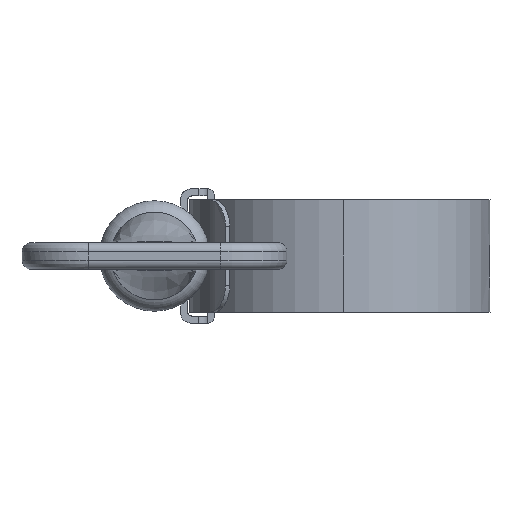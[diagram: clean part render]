
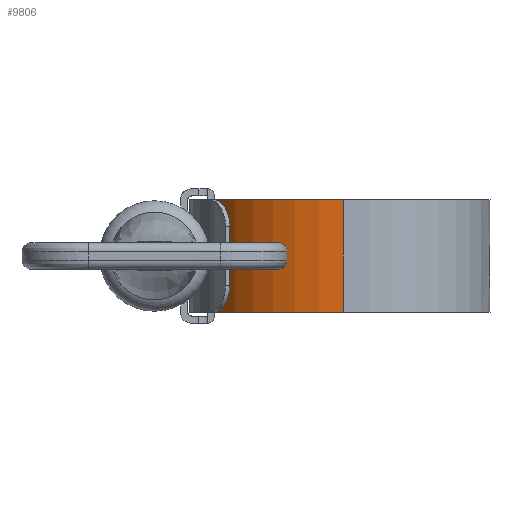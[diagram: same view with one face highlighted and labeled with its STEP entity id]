
A CAD part, left-side view. The second image highlights one B-rep face of the part: STEP entity #9806.
In plain terms, the highlighted cylindrical face has radius 16.64 mm (diameter 33.28 mm), a partial arc.
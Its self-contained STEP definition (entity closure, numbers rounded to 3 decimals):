
#9 = VERTEX_POINT ( 'NONE', #1311 ) ;
#67 = EDGE_LOOP ( 'NONE', ( #1585, #3104, #7584, #7549, #6086, #8992 ) ) ;
#174 = EDGE_CURVE ( 'NONE', #2449, #9, #8053, .T. ) ;
#198 = DIRECTION ( 'NONE',  ( 0., 0., 1. ) ) ;
#312 = CYLINDRICAL_SURFACE ( 'NONE', #4606, 16.64 ) ;
#588 = CARTESIAN_POINT ( 'NONE',  ( 1.732, 16.551, -6.331 ) ) ;
#665 = LINE ( 'NONE', #5357, #6303 ) ;
#857 = AXIS2_PLACEMENT_3D ( 'NONE', #9762, #2892, #9014 ) ;
#1070 = CARTESIAN_POINT ( 'NONE',  ( 4.307, 16.073, 3.35 ) ) ;
#1113 = EDGE_CURVE ( 'NONE', #9, #9143, #6752, .T. ) ;
#1114 = CARTESIAN_POINT ( 'NONE',  ( 2.113, 16.506, 6.256 ) ) ;
#1249 = CARTESIAN_POINT ( 'NONE',  ( 2.838, 16.397, -5.957 ) ) ;
#1311 = CARTESIAN_POINT ( 'NONE',  ( 1.338, 16.586, -6.35 ) ) ;
#1396 = CARTESIAN_POINT ( 'NONE',  ( 3.921, 16.172, -4.856 ) ) ;
#1585 = ORIENTED_EDGE ( 'NONE', *, *, #4875, .F. ) ;
#1772 = CARTESIAN_POINT ( 'NONE',  ( 0., 0., 6.35 ) ) ;
#1788 = EDGE_CURVE ( 'NONE', #6401, #6227, #1877, .T. ) ;
#1877 = B_SPLINE_CURVE_WITH_KNOTS ( 'NONE', 3,
 ( #1923, #9340, #8605, #1114, #3360, #9388, #2563, #4157, #2515, #5605, #9484, #5557, #4209, #8651, #7901, #6416, #2611, #1070 ),
 .UNSPECIFIED., .F., .F.,
 ( 4, 2, 2, 2, 2, 2, 2, 2, 4 ),
 ( 0., 0.001, 0.001, 0.002, 0.002, 0.003, 0.004, 0.004, 0.005 ),
 .UNSPECIFIED. ) ;
#1923 = CARTESIAN_POINT ( 'NONE',  ( 1.338, 16.586, 6.35 ) ) ;
#2113 = VECTOR ( 'NONE', #8607, 1000. ) ;
#2215 = DIRECTION ( 'NONE',  ( 0., 0., -1. ) ) ;
#2449 = VERTEX_POINT ( 'NONE', #2536 ) ;
#2515 = CARTESIAN_POINT ( 'NONE',  ( 3.31, 16.308, 5.616 ) ) ;
#2536 = CARTESIAN_POINT ( 'NONE',  ( 4.307, 16.073, -3.35 ) ) ;
#2563 = CARTESIAN_POINT ( 'NONE',  ( 2.835, 16.398, 5.959 ) ) ;
#2606 = DIRECTION ( 'NONE',  ( -1., 0., 0. ) ) ;
#2611 = CARTESIAN_POINT ( 'NONE',  ( 4.307, 16.073, 3.549 ) ) ;
#2892 = DIRECTION ( 'NONE',  ( 0., 0., 1. ) ) ;
#2938 = CARTESIAN_POINT ( 'NONE',  ( 1.536, 16.57, -6.35 ) ) ;
#2951 = CARTESIAN_POINT ( 'NONE',  ( 1.338, 16.586, 6.35 ) ) ;
#3104 = ORIENTED_EDGE ( 'NONE', *, *, #5233, .F. ) ;
#3239 = DIRECTION ( 'NONE',  ( 1., 0., 0. ) ) ;
#3282 = CARTESIAN_POINT ( 'NONE',  ( -16.64, 0., -6.35 ) ) ;
#3360 = CARTESIAN_POINT ( 'NONE',  ( 2.303, 16.481, 6.199 ) ) ;
#3593 = CARTESIAN_POINT ( 'NONE',  ( 3.162, 16.338, -5.738 ) ) ;
#3636 = CARTESIAN_POINT ( 'NONE',  ( 4.011, 16.15, -4.684 ) ) ;
#3682 = CARTESIAN_POINT ( 'NONE',  ( 4.307, 16.073, -3.549 ) ) ;
#3732 = CARTESIAN_POINT ( 'NONE',  ( 3.708, 16.222, -5.183 ) ) ;
#4070 = CARTESIAN_POINT ( 'NONE',  ( 4.307, 16.073, 6.35 ) ) ;
#4157 = CARTESIAN_POINT ( 'NONE',  ( 3.157, 16.339, 5.742 ) ) ;
#4209 = CARTESIAN_POINT ( 'NONE',  ( 4.01, 16.15, 4.685 ) ) ;
#4288 = CARTESIAN_POINT ( 'NONE',  ( 2.665, 16.426, -6.05 ) ) ;
#4423 = CARTESIAN_POINT ( 'NONE',  ( 2.307, 16.48, -6.198 ) ) ;
#4476 = CARTESIAN_POINT ( 'NONE',  ( 4.158, 16.112, -4.32 ) ) ;
#4606 = AXIS2_PLACEMENT_3D ( 'NONE', #1772, #6507, #2606 ) ;
#4875 = EDGE_CURVE ( 'NONE', #9252, #9143, #665, .T. ) ;
#5045 = EDGE_CURVE ( 'NONE', #6227, #2449, #7800, .T. ) ;
#5229 = CARTESIAN_POINT ( 'NONE',  ( 4.288, 16.078, -3.744 ) ) ;
#5233 = EDGE_CURVE ( 'NONE', #6401, #9252, #6733, .T. ) ;
#5357 = CARTESIAN_POINT ( 'NONE',  ( -16.64, 0., 6.35 ) ) ;
#5557 = CARTESIAN_POINT ( 'NONE',  ( 3.919, 16.172, 4.86 ) ) ;
#5605 = CARTESIAN_POINT ( 'NONE',  ( 3.582, 16.25, 5.339 ) ) ;
#5834 = CARTESIAN_POINT ( 'NONE',  ( 2.118, 16.506, -6.255 ) ) ;
#5849 = CARTESIAN_POINT ( 'NONE',  ( 4.307, 16.073, 3.35 ) ) ;
#5986 = CARTESIAN_POINT ( 'NONE',  ( 3.584, 16.25, -5.338 ) ) ;
#6086 = ORIENTED_EDGE ( 'NONE', *, *, #174, .T. ) ;
#6099 = CARTESIAN_POINT ( 'NONE',  ( 0., 0., 6.35 ) ) ;
#6227 = VERTEX_POINT ( 'NONE', #5849 ) ;
#6303 = VECTOR ( 'NONE', #2215, 1000. ) ;
#6401 = VERTEX_POINT ( 'NONE', #2951 ) ;
#6416 = CARTESIAN_POINT ( 'NONE',  ( 4.288, 16.078, 3.745 ) ) ;
#6507 = DIRECTION ( 'NONE',  ( 0., 0., -1. ) ) ;
#6733 = CIRCLE ( 'NONE', #8797, 16.64 ) ;
#6735 = CARTESIAN_POINT ( 'NONE',  ( 4.214, 16.098, -4.129 ) ) ;
#6752 = CIRCLE ( 'NONE', #857, 16.64 ) ;
#6790 = CARTESIAN_POINT ( 'NONE',  ( 3.311, 16.308, -5.614 ) ) ;
#7549 = ORIENTED_EDGE ( 'NONE', *, *, #5045, .T. ) ;
#7584 = ORIENTED_EDGE ( 'NONE', *, *, #1788, .T. ) ;
#7800 = LINE ( 'NONE', #4070, #2113 ) ;
#7901 = CARTESIAN_POINT ( 'NONE',  ( 4.213, 16.098, 4.134 ) ) ;
#8053 = B_SPLINE_CURVE_WITH_KNOTS ( 'NONE', 3,
 ( #8224, #3682, #5229, #6735, #4476, #3636, #1396, #3732, #5986, #6790, #3593, #1249, #4288, #4423, #5834, #588, #2938, #9807 ),
 .UNSPECIFIED., .F., .F.,
 ( 4, 2, 2, 2, 2, 2, 2, 2, 4 ),
 ( 0., 0.001, 0.001, 0.002, 0.002, 0.003, 0.004, 0.004, 0.005 ),
 .UNSPECIFIED. ) ;
#8114 = CARTESIAN_POINT ( 'NONE',  ( -16.64, 0., 6.35 ) ) ;
#8224 = CARTESIAN_POINT ( 'NONE',  ( 4.307, 16.073, -3.35 ) ) ;
#8605 = CARTESIAN_POINT ( 'NONE',  ( 1.731, 16.551, 6.331 ) ) ;
#8607 = DIRECTION ( 'NONE',  ( 0., 0., -1. ) ) ;
#8647 = FACE_OUTER_BOUND ( 'NONE', #67, .T. ) ;
#8651 = CARTESIAN_POINT ( 'NONE',  ( 4.156, 16.113, 4.323 ) ) ;
#8797 = AXIS2_PLACEMENT_3D ( 'NONE', #6099, #198, #3239 ) ;
#8992 = ORIENTED_EDGE ( 'NONE', *, *, #1113, .T. ) ;
#9014 = DIRECTION ( 'NONE',  ( 1., 0., 0. ) ) ;
#9143 = VERTEX_POINT ( 'NONE', #3282 ) ;
#9252 = VERTEX_POINT ( 'NONE', #8114 ) ;
#9340 = CARTESIAN_POINT ( 'NONE',  ( 1.536, 16.57, 6.35 ) ) ;
#9388 = CARTESIAN_POINT ( 'NONE',  ( 2.664, 16.426, 6.05 ) ) ;
#9484 = CARTESIAN_POINT ( 'NONE',  ( 3.704, 16.223, 5.188 ) ) ;
#9762 = CARTESIAN_POINT ( 'NONE',  ( 0., 0., -6.35 ) ) ;
#9806 = ADVANCED_FACE ( 'NONE', ( #8647 ), #312, .T. ) ;
#9807 = CARTESIAN_POINT ( 'NONE',  ( 1.338, 16.586, -6.35 ) ) ;
